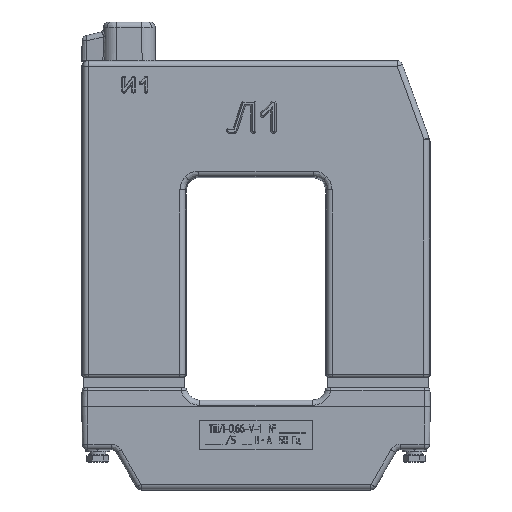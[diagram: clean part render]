
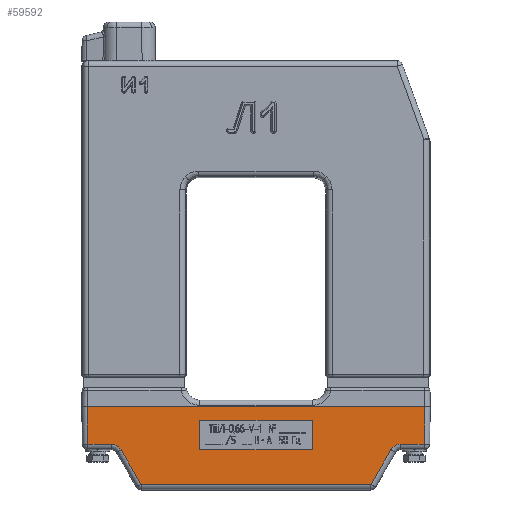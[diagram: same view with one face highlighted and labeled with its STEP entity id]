
A CAD part, top view. The second image highlights one B-rep face of the part: STEP entity #59592.
In plain terms, the highlighted planar face has unit normal (0, -0.018, 1).
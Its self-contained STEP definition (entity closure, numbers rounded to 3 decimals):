
#450 = CARTESIAN_POINT ( 'NONE',  ( 42.845, -73.035, 21.993 ) ) ;
#452 = CARTESIAN_POINT ( 'NONE',  ( 50.351, -60.035, 22.22 ) ) ;
#461 = CARTESIAN_POINT ( 'NONE',  ( -50.351, -60.035, 22.22 ) ) ;
#472 = CARTESIAN_POINT ( 'NONE',  ( 53.815, -58.035, 22.255 ) ) ;
#507 = CARTESIAN_POINT ( 'NONE',  ( -53.815, -58.035, 22.255 ) ) ;
#525 = CARTESIAN_POINT ( 'NONE',  ( -42.845, -73.035, 21.993 ) ) ;
#583 = CARTESIAN_POINT ( 'NONE',  ( -63., -44., 22.5 ) ) ;
#588 = CARTESIAN_POINT ( 'NONE',  ( 62.755, -58.035, 22.255 ) ) ;
#605 = CARTESIAN_POINT ( 'NONE',  ( -62.755, -58.035, 22.255 ) ) ;
#618 = CARTESIAN_POINT ( 'NONE',  ( 63., -44., 22.5 ) ) ;
#7679 =( BOUNDED_CURVE ( )  B_SPLINE_CURVE ( 3, ( #63398, #63395, #63375, #63397 ),
 .UNSPECIFIED., .F., .T. ) 
 B_SPLINE_CURVE_WITH_KNOTS ( ( 4, 4 ),
 ( 0., 1.047 ),
 .UNSPECIFIED. ) 
 CURVE ( )  GEOMETRIC_REPRESENTATION_ITEM ( )  RATIONAL_B_SPLINE_CURVE ( ( 1., 0.911, 0.911, 1. ) ) 
 REPRESENTATION_ITEM ( '' )  );
#7800 =( BOUNDED_CURVE ( )  B_SPLINE_CURVE ( 3, ( #63259, #63264, #63273, #63245 ),
 .UNSPECIFIED., .F., .F. ) 
 B_SPLINE_CURVE_WITH_KNOTS ( ( 4, 4 ),
 ( 5.236, 6.283 ),
 .UNSPECIFIED. ) 
 CURVE ( )  GEOMETRIC_REPRESENTATION_ITEM ( )  RATIONAL_B_SPLINE_CURVE ( ( 1., 0.911, 0.911, 1. ) ) 
 REPRESENTATION_ITEM ( '' )  );
#25712 = EDGE_LOOP ( 'NONE', ( #83502, #83451, #83523, #83444, #83539, #81075, #83460, #83504, #81091, #81039 ) ) ;
#39068 = AXIS2_PLACEMENT_3D ( 'NONE', #51714, #51670, #51672 ) ;
#43607 = FACE_OUTER_BOUND ( 'NONE', #25712, .T. ) ;
#51670 = DIRECTION ( 'NONE',  ( 0., -0.017, 1. ) ) ;
#51672 = DIRECTION ( 'NONE',  ( 0., -1., -0.017 ) ) ;
#51710 = PLANE ( 'NONE',  #39068 ) ;
#51714 = CARTESIAN_POINT ( 'NONE',  ( 0., -44., 22.5 ) ) ;
#59592 = ADVANCED_FACE ( 'NONE', ( #43607 ), #51710, .T. ) ;
#62297 = DIRECTION ( 'NONE',  ( -1., 0., 0. ) ) ;
#62320 = CARTESIAN_POINT ( 'NONE',  ( 0., -44., 22.5 ) ) ;
#63245 = CARTESIAN_POINT ( 'NONE',  ( -53.815, -58.035, 22.255 ) ) ;
#63259 = CARTESIAN_POINT ( 'NONE',  ( -50.351, -60.035, 22.22 ) ) ;
#63264 = CARTESIAN_POINT ( 'NONE',  ( -51.083, -58.767, 22.242 ) ) ;
#63273 = CARTESIAN_POINT ( 'NONE',  ( -52.351, -58.035, 22.255 ) ) ;
#63292 = DIRECTION ( 'NONE',  ( 1., 0., 0. ) ) ;
#63302 = CARTESIAN_POINT ( 'NONE',  ( 64.721, -58.035, 22.255 ) ) ;
#63363 = CARTESIAN_POINT ( 'NONE',  ( -42.283, -74.009, 21.976 ) ) ;
#63364 = DIRECTION ( 'NONE',  ( 0.5, -0.866, -0.015 ) ) ;
#63375 = CARTESIAN_POINT ( 'NONE',  ( 51.083, -58.767, 22.242 ) ) ;
#63387 = CARTESIAN_POINT ( 'NONE',  ( -52.66, -58.035, 22.255 ) ) ;
#63395 = CARTESIAN_POINT ( 'NONE',  ( 52.351, -58.035, 22.255 ) ) ;
#63397 = CARTESIAN_POINT ( 'NONE',  ( 50.351, -60.035, 22.22 ) ) ;
#63398 = CARTESIAN_POINT ( 'NONE',  ( 53.815, -58.035, 22.255 ) ) ;
#63416 = DIRECTION ( 'NONE',  ( 1., 0., 0. ) ) ;
#63421 = DIRECTION ( 'NONE',  ( 0.017, 1., 0.017 ) ) ;
#63429 = CARTESIAN_POINT ( 'NONE',  ( 63.001, -43.965, 22.501 ) ) ;
#63457 = CARTESIAN_POINT ( 'NONE',  ( 44., -73.035, 21.993 ) ) ;
#63458 = DIRECTION ( 'NONE',  ( 0.5, 0.866, 0.015 ) ) ;
#63460 = DIRECTION ( 'NONE',  ( 1., 0., 0. ) ) ;
#63483 = CARTESIAN_POINT ( 'NONE',  ( 50.943, -59.009, 22.238 ) ) ;
#63615 = LINE ( 'NONE', #63302, #63629 ) ;
#63629 = VECTOR ( 'NONE', #63292, 1000. ) ;
#63641 = VECTOR ( 'NONE', #63421, 1000. ) ;
#63644 = LINE ( 'NONE', #63363, #63674 ) ;
#63660 = VECTOR ( 'NONE', #63416, 1000. ) ;
#63663 = LINE ( 'NONE', #63429, #63641 ) ;
#63674 = VECTOR ( 'NONE', #63364, 1000. ) ;
#63676 = LINE ( 'NONE', #63387, #63660 ) ;
#63696 = VECTOR ( 'NONE', #63460, 1000. ) ;
#63704 = LINE ( 'NONE', #62320, #63711 ) ;
#63706 = VECTOR ( 'NONE', #63458, 1000. ) ;
#63709 = LINE ( 'NONE', #63457, #63696 ) ;
#63711 = VECTOR ( 'NONE', #62297, 1000. ) ;
#63715 = LINE ( 'NONE', #63483, #63706 ) ;
#63723 = VECTOR ( 'NONE', #64828, 1000. ) ;
#63743 = LINE ( 'NONE', #64832, #63723 ) ;
#64828 = DIRECTION ( 'NONE',  ( 0.017, -1., -0.017 ) ) ;
#64832 = CARTESIAN_POINT ( 'NONE',  ( -62.722, -59.965, 22.221 ) ) ;
#77918 = EDGE_CURVE ( 'NONE', #80962, #80974, #7800, .T. ) ;
#77925 = EDGE_CURVE ( 'NONE', #80947, #81004, #63615, .T. ) ;
#77954 = EDGE_CURVE ( 'NONE', #80947, #80948, #7679, .T. ) ;
#77963 = EDGE_CURVE ( 'NONE', #80962, #80976, #63644, .T. ) ;
#77968 = EDGE_CURVE ( 'NONE', #81016, #80974, #63676, .T. ) ;
#77977 = EDGE_CURVE ( 'NONE', #81004, #80996, #63663, .T. ) ;
#77983 = EDGE_CURVE ( 'NONE', #80945, #80948, #63715, .T. ) ;
#77987 = EDGE_CURVE ( 'NONE', #80976, #80945, #63709, .T. ) ;
#78015 = EDGE_CURVE ( 'NONE', #80996, #81015, #63704, .T. ) ;
#78054 = EDGE_CURVE ( 'NONE', #81015, #81016, #63743, .T. ) ;
#80945 = VERTEX_POINT ( 'NONE', #450 ) ;
#80947 = VERTEX_POINT ( 'NONE', #472 ) ;
#80948 = VERTEX_POINT ( 'NONE', #452 ) ;
#80962 = VERTEX_POINT ( 'NONE', #461 ) ;
#80974 = VERTEX_POINT ( 'NONE', #507 ) ;
#80976 = VERTEX_POINT ( 'NONE', #525 ) ;
#80996 = VERTEX_POINT ( 'NONE', #618 ) ;
#81004 = VERTEX_POINT ( 'NONE', #588 ) ;
#81015 = VERTEX_POINT ( 'NONE', #583 ) ;
#81016 = VERTEX_POINT ( 'NONE', #605 ) ;
#81039 = ORIENTED_EDGE ( 'NONE', *, *, #77977, .T. ) ;
#81075 = ORIENTED_EDGE ( 'NONE', *, *, #77987, .T. ) ;
#81091 = ORIENTED_EDGE ( 'NONE', *, *, #77925, .T. ) ;
#83444 = ORIENTED_EDGE ( 'NONE', *, *, #77918, .F. ) ;
#83451 = ORIENTED_EDGE ( 'NONE', *, *, #78054, .T. ) ;
#83460 = ORIENTED_EDGE ( 'NONE', *, *, #77983, .T. ) ;
#83502 = ORIENTED_EDGE ( 'NONE', *, *, #78015, .T. ) ;
#83504 = ORIENTED_EDGE ( 'NONE', *, *, #77954, .F. ) ;
#83523 = ORIENTED_EDGE ( 'NONE', *, *, #77968, .T. ) ;
#83539 = ORIENTED_EDGE ( 'NONE', *, *, #77963, .T. ) ;
